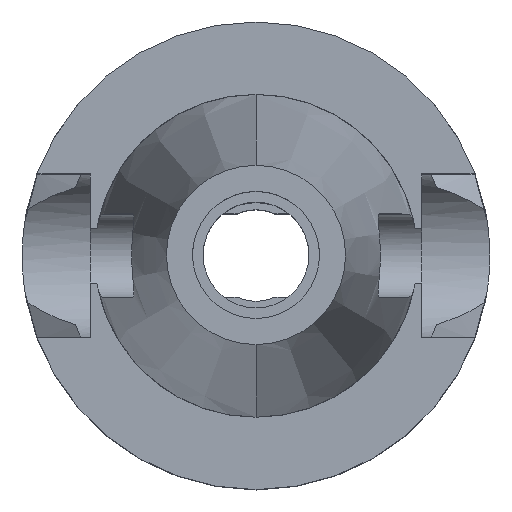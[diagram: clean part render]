
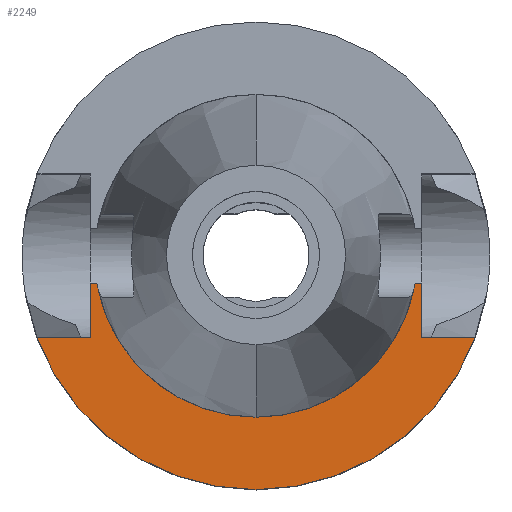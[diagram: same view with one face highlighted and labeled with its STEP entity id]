
A CAD part, top view. The second image highlights one B-rep face of the part: STEP entity #2249.
In plain terms, the highlighted planar face has unit normal (0, 0, 1).
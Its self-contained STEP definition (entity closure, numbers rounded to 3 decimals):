
#137=DIRECTION('',(-1.,0.,0.));
#138=VECTOR('',#137,0.653);
#139=CARTESIAN_POINT('',(16.3,-2.683,-1.));
#140=LINE('',#139,#138);
#620=DIRECTION('',(-1.,0.,0.));
#621=VECTOR('',#620,0.653);
#622=CARTESIAN_POINT('',(-15.647,-2.683,-1.));
#623=LINE('',#622,#621);
#648=CARTESIAN_POINT('',(0.,0.,-1.));
#649=DIRECTION('',(0.,0.,1.));
#650=DIRECTION('',(-0.986,-0.169,0.));
#651=AXIS2_PLACEMENT_3D('',#648,#649,#650);
#656=CARTESIAN_POINT('',(0.,0.,-1.));
#657=DIRECTION('',(0.,0.,1.));
#658=DIRECTION('',(0.,-1.,0.));
#659=AXIS2_PLACEMENT_3D('',#656,#657,#658);
#664=DIRECTION('',(0.,-1.,0.));
#665=VECTOR('',#664,5.367);
#666=CARTESIAN_POINT('',(16.3,-2.683,-1.));
#667=LINE('',#666,#665);
#671=DIRECTION('',(1.,0.,0.));
#672=VECTOR('',#671,5.245);
#673=CARTESIAN_POINT('',(16.3,-8.05,-1.));
#674=LINE('',#673,#672);
#678=CARTESIAN_POINT('',(0.,0.,-1.));
#679=DIRECTION('',(0.,0.,-1.));
#680=DIRECTION('',(0.937,-0.35,0.));
#681=AXIS2_PLACEMENT_3D('',#678,#679,#680);
#686=CARTESIAN_POINT('',(0.,0.,-1.));
#687=DIRECTION('',(0.,0.,-1.));
#688=DIRECTION('',(0.,-1.,0.));
#689=AXIS2_PLACEMENT_3D('',#686,#687,#688);
#694=DIRECTION('',(0.,1.,0.));
#695=VECTOR('',#694,5.367);
#696=CARTESIAN_POINT('',(-16.3,-8.05,-1.));
#697=LINE('',#696,#695);
#876=DIRECTION('',(-1.,0.,0.));
#877=VECTOR('',#876,5.245);
#878=CARTESIAN_POINT('',(-16.3,-8.05,-1.));
#879=LINE('',#878,#877);
#1671=CARTESIAN_POINT('',(16.3,-2.683,-1.));
#1673=VERTEX_POINT('',#1671);
#1675=CARTESIAN_POINT('',(15.647,-2.683,-1.));
#1676=VERTEX_POINT('',#1675);
#1680=CARTESIAN_POINT('',(-15.647,-2.683,-1.));
#1681=CARTESIAN_POINT('',(-16.3,-2.683,-1.));
#1682=VERTEX_POINT('',#1680);
#1683=VERTEX_POINT('',#1681);
#1700=CARTESIAN_POINT('',(0.,-15.875,-1.));
#1701=VERTEX_POINT('',#1700);
#1830=CARTESIAN_POINT('',(-16.3,-8.05,-1.));
#1831=VERTEX_POINT('',#1830);
#1832=CARTESIAN_POINT('',(-21.545,-8.05,-1.));
#1833=VERTEX_POINT('',#1832);
#1836=CARTESIAN_POINT('',(16.3,-8.05,-1.));
#1837=VERTEX_POINT('',#1836);
#1838=CARTESIAN_POINT('',(21.545,-8.05,-1.));
#1839=VERTEX_POINT('',#1838);
#1840=CARTESIAN_POINT('',(0.,-23.,-1.));
#1841=VERTEX_POINT('',#1840);
#2224=CARTESIAN_POINT('',(0.,0.,-1.));
#2225=DIRECTION('',(0.,0.,-1.));
#2226=DIRECTION('',(0.,-1.,0.));
#2227=AXIS2_PLACEMENT_3D('',#2224,#2225,#2226);
#2228=PLANE('',#2227);
#2229=ORIENTED_EDGE('',*,*,#2201,.F.);
#2231=ORIENTED_EDGE('',*,*,#2230,.T.);
#2233=ORIENTED_EDGE('',*,*,#2232,.T.);
#2234=ORIENTED_EDGE('',*,*,#1934,.F.);
#2236=ORIENTED_EDGE('',*,*,#2235,.T.);
#2238=ORIENTED_EDGE('',*,*,#2237,.T.);
#2240=ORIENTED_EDGE('',*,*,#2239,.T.);
#2242=ORIENTED_EDGE('',*,*,#2241,.T.);
#2244=ORIENTED_EDGE('',*,*,#2243,.F.);
#2246=ORIENTED_EDGE('',*,*,#2245,.T.);
#2247=EDGE_LOOP('',(#2229,#2231,#2233,#2234,#2236,#2238,#2240,#2242,#2244,
#2246));
#2248=FACE_OUTER_BOUND('',#2247,.F.);
#652=CIRCLE('',#651,15.875);
#660=CIRCLE('',#659,15.875);
#682=CIRCLE('',#681,23.);
#690=CIRCLE('',#689,23.);
#1934=EDGE_CURVE('',#1673,#1676,#140,.T.);
#2201=EDGE_CURVE('',#1682,#1683,#623,.T.);
#2230=EDGE_CURVE('',#1682,#1701,#652,.T.);
#2232=EDGE_CURVE('',#1701,#1676,#660,.T.);
#2235=EDGE_CURVE('',#1673,#1837,#667,.T.);
#2237=EDGE_CURVE('',#1837,#1839,#674,.T.);
#2239=EDGE_CURVE('',#1839,#1841,#682,.T.);
#2241=EDGE_CURVE('',#1841,#1833,#690,.T.);
#2243=EDGE_CURVE('',#1831,#1833,#879,.T.);
#2245=EDGE_CURVE('',#1831,#1683,#697,.T.);
#2249=ADVANCED_FACE('',(#2248),#2228,.F.);
